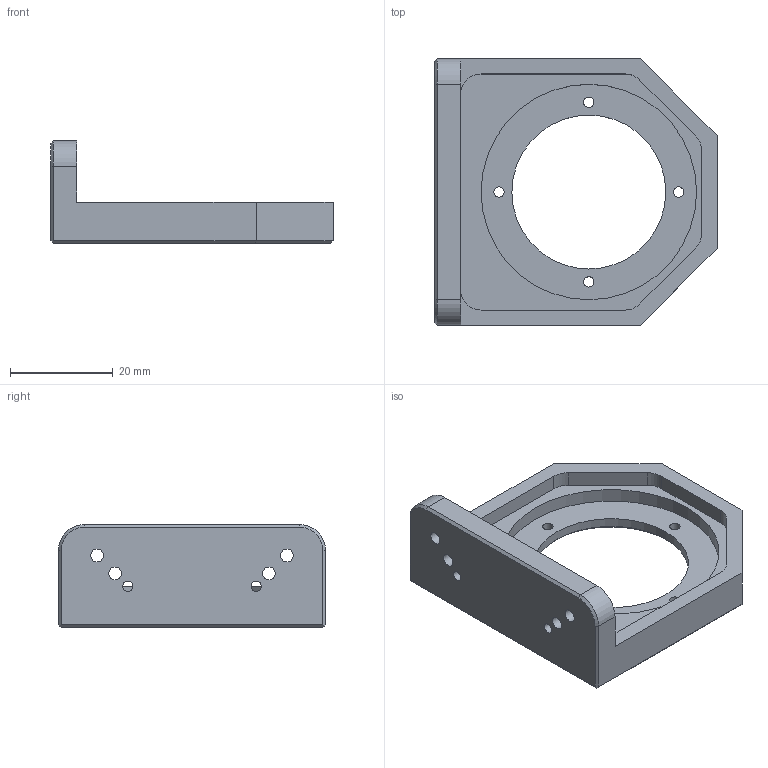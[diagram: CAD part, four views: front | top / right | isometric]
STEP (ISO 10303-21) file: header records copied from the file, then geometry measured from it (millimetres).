
FILE_DESCRIPTION(/* description */ ('Unknown'),/* implementation_level */ '2;1');
FILE_NAME(/* name */ 'OpenFrame - Objective Adapter Plate - PI',/* time_stamp */ '2023-06-13T12:39:20+01:00',/* author */ ('Unknown'),/* organization */ ('Unknown'),/* preprocessor_version */ 'ST-DEVELOPER v18.1',/* originating_system */ 'Solid Edge',/* authorisation */ 'Unknown');
FILE_SCHEMA (('AUTOMOTIVE_DESIGN {1 0 10303 214 3 1 1}'));
Length unit declared in the file: millimetre
Products named in the file (1): OpenFrame - Objective Adapter Plate - PI
Bounding box: 55 x 52 x 20 mm (x, y, z)
Volume: 12638.7 mm3; surface area: 7914.8 mm2
Topology: 1 solids, 1 shells, 49 faces, 134 edges, 88 vertices
Faces by surface type: plane 26, cylinder 20, cone 3
Full cylindrical faces by diameter (mm): 2 x2, 2.013 x4, 2.5 x4, 30 x1, 42 x1
Entity records: 1860 total; most frequent: DIRECTION 259, CARTESIAN_POINT 249, ORIENTED_EDGE 232, EDGE_CURVE 116, AXIS2_PLACEMENT_3D 93, EDGE_LOOP 85, FACE_BOUND 85, VERTEX_POINT 83
